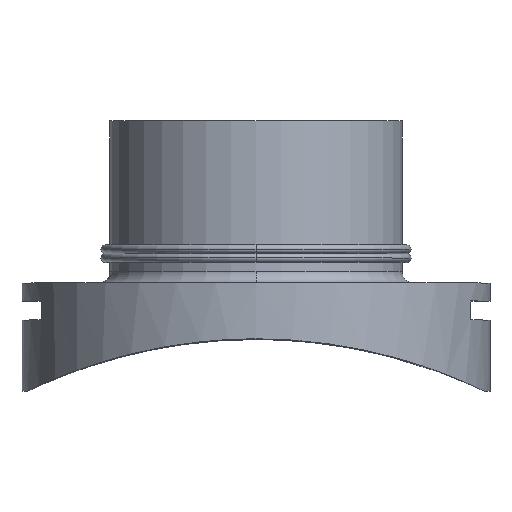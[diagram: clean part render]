
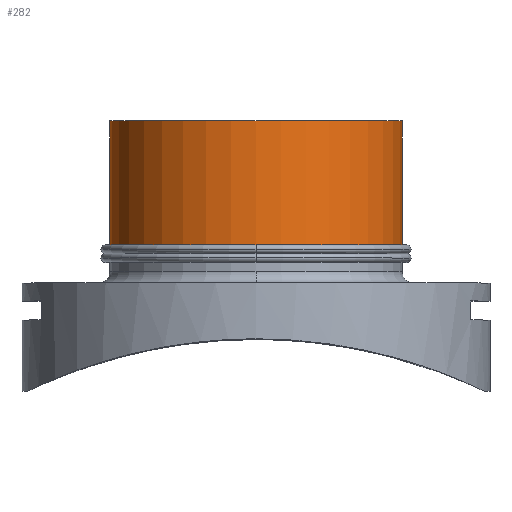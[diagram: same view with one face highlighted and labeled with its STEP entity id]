
A CAD part, top view. The second image highlights one B-rep face of the part: STEP entity #282.
In plain terms, the highlighted cylindrical face has radius 250 mm (diameter 500 mm), a partial arc.
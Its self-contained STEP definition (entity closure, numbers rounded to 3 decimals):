
#272 = EDGE_CURVE( '', #480, #312, #757, .T. );
#282 = ADVANCED_FACE( '', ( #767 ), #768, .T. );
#312 = VERTEX_POINT( '', #799 );
#344 = VERTEX_POINT( '', #833 );
#356 = EDGE_CURVE( '', #344, #656, #846, .T. );
#364 = VERTEX_POINT( '', #856 );
#476 = EDGE_CURVE( '', #364, #344, #986, .T. );
#480 = VERTEX_POINT( '', #990 );
#530 = EDGE_CURVE( '', #312, #364, #1043, .T. );
#576 = EDGE_CURVE( '', #656, #480, #1092, .T. );
#656 = VERTEX_POINT( '', #1185 );
#757 = CIRCLE( '', #1291, 250. );
#767 = FACE_OUTER_BOUND( '', #1304, .T. );
#768 = CYLINDRICAL_SURFACE( '', #1305, 250. );
#799 = CARTESIAN_POINT( '', ( 250., 242.5, 0. ) );
#833 = CARTESIAN_POINT( '', ( -250., 462., 0. ) );
#846 = LINE( '', #1445, #1446 );
#856 = CARTESIAN_POINT( '', ( 250., 462., 0. ) );
#986 = CIRCLE( '', #1662, 250. );
#990 = CARTESIAN_POINT( '', ( 0., 242.5, 250. ) );
#1043 = LINE( '', #1737, #1738 );
#1092 = CIRCLE( '', #1809, 250. );
#1185 = CARTESIAN_POINT( '', ( -250., 242.5, 0. ) );
#1291 = AXIS2_PLACEMENT_3D( '', #2267, #2268, #2269 );
#1304 = EDGE_LOOP( '', ( #2280, #2281, #2282, #2283, #2284 ) );
#1305 = AXIS2_PLACEMENT_3D( '', #2285, #2286, #2287 );
#1445 = CARTESIAN_POINT( '', ( -250., 333.3, 0. ) );
#1446 = VECTOR( '', #2361, 1. );
#1662 = AXIS2_PLACEMENT_3D( '', #2561, #2562, #2563 );
#1737 = CARTESIAN_POINT( '', ( 250., 333.3, 0. ) );
#1738 = VECTOR( '', #2609, 1. );
#1809 = AXIS2_PLACEMENT_3D( '', #2656, #2657, #2658 );
#2267 = CARTESIAN_POINT( '', ( 0., 242.5, 0. ) );
#2268 = DIRECTION( '', ( 0., 1., 0. ) );
#2269 = DIRECTION( '', ( -1., 0., 0. ) );
#2280 = ORIENTED_EDGE( '', *, *, #356, .T. );
#2281 = ORIENTED_EDGE( '', *, *, #576, .T. );
#2282 = ORIENTED_EDGE( '', *, *, #272, .T. );
#2283 = ORIENTED_EDGE( '', *, *, #530, .T. );
#2284 = ORIENTED_EDGE( '', *, *, #476, .T. );
#2285 = CARTESIAN_POINT( '', ( 0., 333.3, 0. ) );
#2286 = DIRECTION( '', ( 0., 1., 0. ) );
#2287 = DIRECTION( '', ( -1., 0., 0. ) );
#2361 = DIRECTION( '', ( 0., -1., 0. ) );
#2561 = CARTESIAN_POINT( '', ( 0., 462., 0. ) );
#2562 = DIRECTION( '', ( 0., -1., 0. ) );
#2563 = DIRECTION( '', ( -1., 0., 0. ) );
#2609 = DIRECTION( '', ( 0., 1., 0. ) );
#2656 = CARTESIAN_POINT( '', ( 0., 242.5, 0. ) );
#2657 = DIRECTION( '', ( 0., 1., 0. ) );
#2658 = DIRECTION( '', ( -1., 0., 0. ) );
